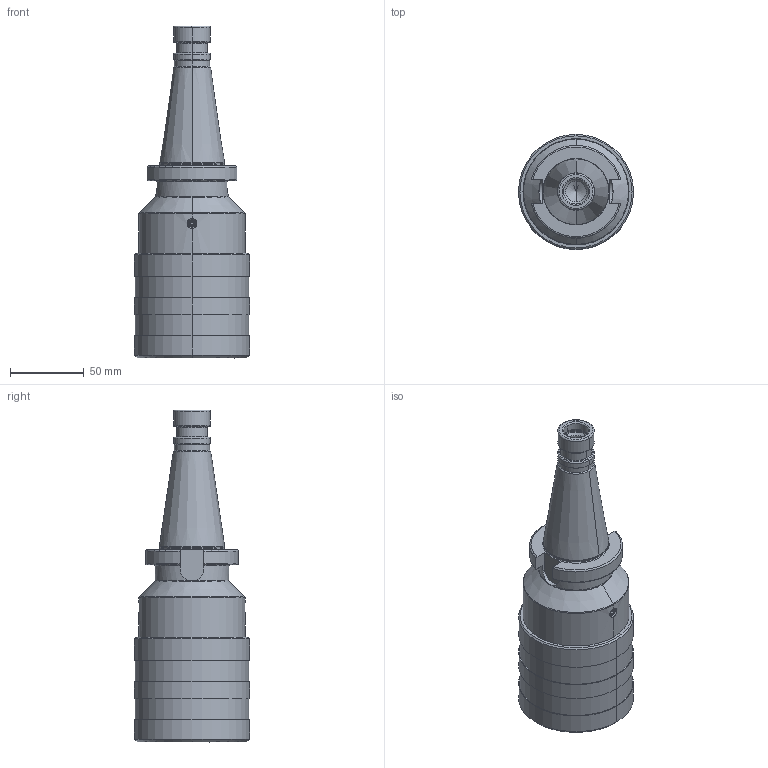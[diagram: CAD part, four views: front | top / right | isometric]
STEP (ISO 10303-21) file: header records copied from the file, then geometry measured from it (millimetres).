
FILE_DESCRIPTION((''),'2;1');
FILE_NAME('401_16_36','2020-09-07T',('103090'),(''),'CREO PARAMETRIC BY PTC INC, 2016260','CREO PARAMETRIC BY PTC INC, 2016260','');
FILE_SCHEMA(('CONFIG_CONTROL_DESIGN'));
Length unit declared in the file: millimetre
Products named in the file (1): 401_16_36
Bounding box: 78.1 x 78.1 x 225.4 mm (x, y, z)
Volume: 488613.9 mm3; surface area: 68120.4 mm2
Topology: 1 solids, 1 shells, 169 faces, 400 edges, 236 vertices
Faces by surface type: plane 47, cylinder 46, cone 40, torus 30, sphere 6
Entity records: 5296 total; most frequent: CARTESIAN_POINT 1366, DIRECTION 868, ORIENTED_EDGE 784, EDGE_CURVE 392, AXIS2_PLACEMENT_3D 362, VERTEX_POINT 236, CIRCLE 190, EDGE_LOOP 184
